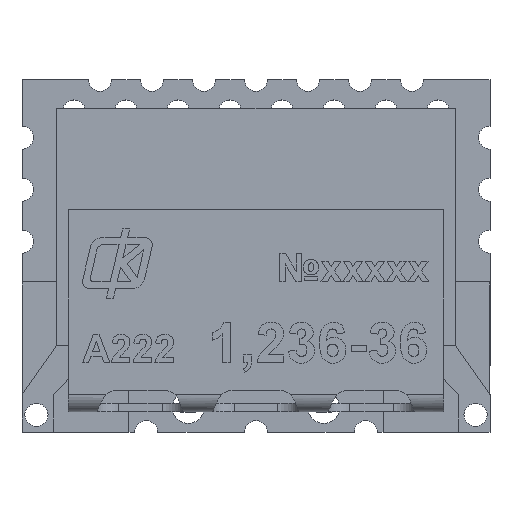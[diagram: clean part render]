
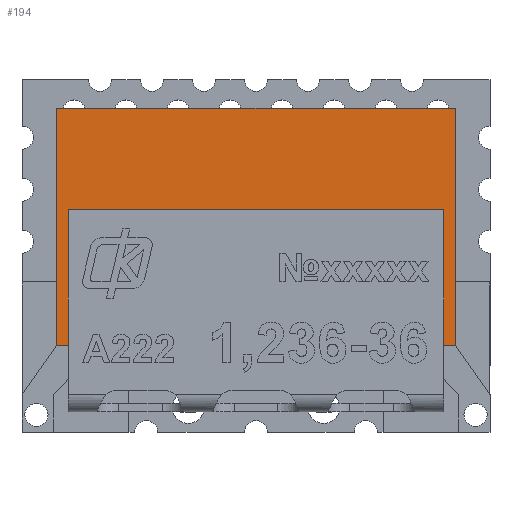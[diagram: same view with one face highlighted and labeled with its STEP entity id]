
A CAD part, top view. The second image highlights one B-rep face of the part: STEP entity #194.
In plain terms, the highlighted planar face has unit normal (0, 0, 1).
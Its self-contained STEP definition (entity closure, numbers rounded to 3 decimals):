
#194=ADVANCED_FACE('',(#4842),#4844,.F.);
#4842=FACE_BOUND('',#4843,.T.);
#4843=EDGE_LOOP('',(#11425,#11426,#11427,#11428));
#4844=PLANE('',#4845);
#4845=AXIS2_PLACEMENT_3D('',#4846,#4847,#4848);
#4846=CARTESIAN_POINT('',(0.,0.,1.75));
#4847=DIRECTION('',(0.,0.,-1.));
#4848=DIRECTION('',(-1.,0.,0.));
#11425=ORIENTED_EDGE('',*,*,#14162,.F.);
#11426=ORIENTED_EDGE('',*,*,#14161,.T.);
#11427=ORIENTED_EDGE('',*,*,#14163,.T.);
#11428=ORIENTED_EDGE('',*,*,#14111,.T.);
#14111=EDGE_CURVE('',#15498,#15495,#15499,.T.);
#14161=EDGE_CURVE('',#15589,#15594,#15596,.T.);
#14162=EDGE_CURVE('',#15589,#15495,#15597,.T.);
#14163=EDGE_CURVE('',#15594,#15498,#15598,.T.);
#15495=VERTEX_POINT('',#17834);
#15498=VERTEX_POINT('',#17839);
#15499=LINE('',#17840,#17841);
#15589=VERTEX_POINT('',#18022);
#15594=VERTEX_POINT('',#18033);
#15596=LINE('',#18037,#18038);
#15597=LINE('',#18040,#18041);
#15598=LINE('',#18043,#18044);
#17834=CARTESIAN_POINT('',(-6.9,-4.1,1.75));
#17839=CARTESIAN_POINT('',(-6.9,4.1,1.75));
#17840=CARTESIAN_POINT('',(-6.9,4.1,1.75));
#17841=VECTOR('',#17842,1.);
#17842=DIRECTION('',(0.,-1.,0.));
#18022=CARTESIAN_POINT('',(6.9,-4.1,1.75));
#18033=CARTESIAN_POINT('',(6.9,4.1,1.75));
#18037=CARTESIAN_POINT('',(6.9,-4.1,1.75));
#18038=VECTOR('',#18039,1.);
#18039=DIRECTION('',(0.,1.,0.));
#18040=CARTESIAN_POINT('',(6.9,-4.1,1.75));
#18041=VECTOR('',#18042,1.);
#18042=DIRECTION('',(-1.,0.,0.));
#18043=CARTESIAN_POINT('',(6.9,4.1,1.75));
#18044=VECTOR('',#18045,1.);
#18045=DIRECTION('',(-1.,0.,0.));
